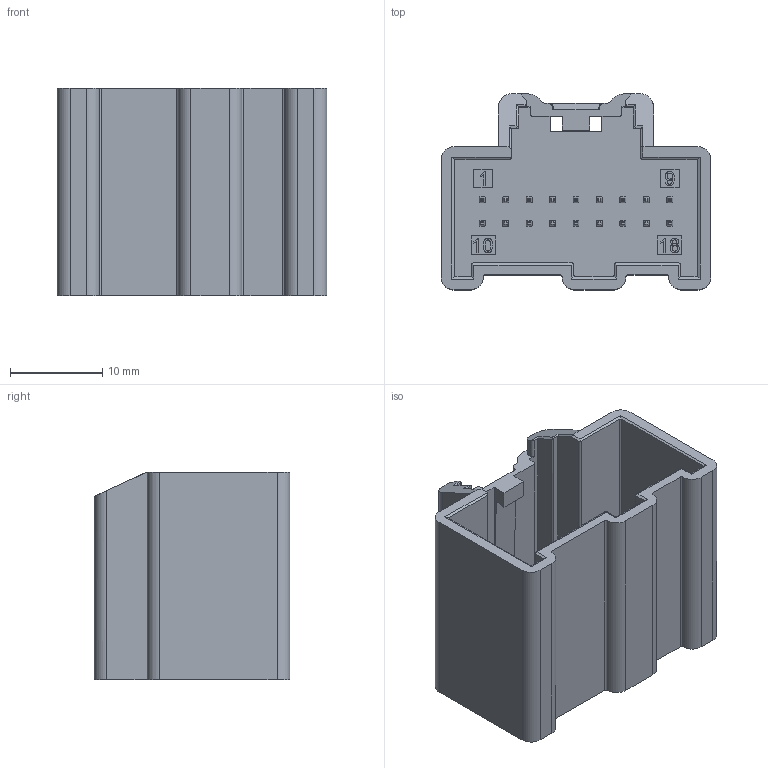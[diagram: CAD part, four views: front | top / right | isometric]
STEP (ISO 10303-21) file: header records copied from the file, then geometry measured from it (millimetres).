
FILE_DESCRIPTION (( 'STEP AP203' ), '1' );
FILE_NAME ('064-U-018-2-Z03.STEP', '2015-04-07T17:24:00', ( '' ), ( '' ), 'SwSTEP 2.0', 'SolidWorks 2014', '' );
FILE_SCHEMA (( 'CONFIG_CONTROL_DESIGN' ));
Length unit declared in the file: millimetre
Products named in the file (1): 064-U-018-2-Z03
Bounding box: 29.2 x 21.2 x 22.5 mm (x, y, z)
Volume: 4388.9 mm3; surface area: 5373.2 mm2
Topology: 1 solids, 1 shells, 676 faces, 1708 edges, 1065 vertices
Faces by surface type: plane 295, cylinder 262, sphere 72, bspline 47
Entity records: 22597 total; most frequent: CARTESIAN_POINT 7164, ORIENTED_EDGE 3416, DIRECTION 2965, EDGE_CURVE 1708, VERTEX_POINT 1065, VECTOR 1001, LINE 1001, AXIS2_PLACEMENT_3D 982
